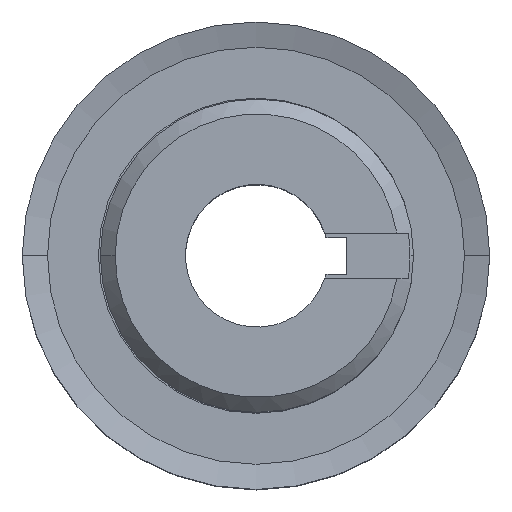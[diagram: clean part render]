
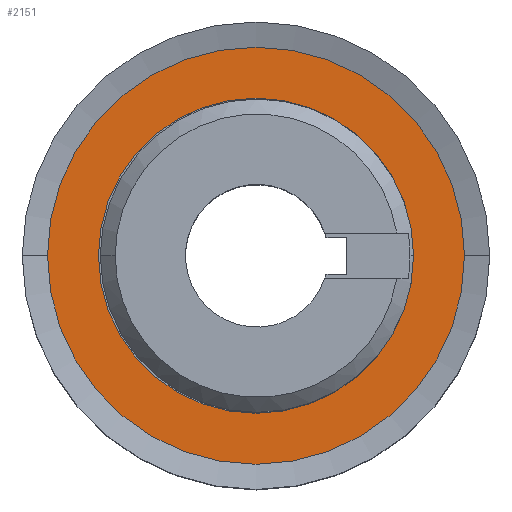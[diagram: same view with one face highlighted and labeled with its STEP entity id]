
A CAD part, top view. The second image highlights one B-rep face of the part: STEP entity #2151.
In plain terms, the highlighted planar face has unit normal (0, 0, 1).
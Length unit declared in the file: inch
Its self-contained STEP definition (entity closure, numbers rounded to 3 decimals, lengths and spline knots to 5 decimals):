
#8 = CARTESIAN_POINT ( 'NONE',  ( -0.34949, 0., 0.32062 ) ) ;
#105 = EDGE_CURVE ( 'NONE', #1937, #2375, #3072, .T. ) ;
#192 = EDGE_LOOP ( 'NONE', ( #2704, #2762 ) ) ;
#195 = AXIS2_PLACEMENT_3D ( 'NONE', #2531, #3821, #3843 ) ;
#257 = CIRCLE ( 'NONE', #2967, 0.34748 ) ;
#299 = CARTESIAN_POINT ( 'NONE',  ( -0.00201, 0., 0.32062 ) ) ;
#380 = CARTESIAN_POINT ( 'NONE',  ( -0.00201, 0., 0.32062 ) ) ;
#507 = DIRECTION ( 'NONE',  ( 0., 0., -1. ) ) ;
#726 = CARTESIAN_POINT ( 'NONE',  ( -0.00201, 0., 0.32062 ) ) ;
#808 = VERTEX_POINT ( 'NONE', #8 ) ;
#839 = EDGE_CURVE ( 'NONE', #2375, #1937, #2036, .T. ) ;
#970 = AXIS2_PLACEMENT_3D ( 'NONE', #726, #507, #2017 ) ;
#1016 = DIRECTION ( 'NONE',  ( -1., 0., 0. ) ) ;
#1090 = ORIENTED_EDGE ( 'NONE', *, *, #2102, .T. ) ;
#1256 = AXIS2_PLACEMENT_3D ( 'NONE', #380, #3548, #1016 ) ;
#1457 = ORIENTED_EDGE ( 'NONE', *, *, #3023, .T. ) ;
#1564 = FACE_OUTER_BOUND ( 'NONE', #192, .T. ) ;
#1608 = DIRECTION ( 'NONE',  ( -1., 0., 0. ) ) ;
#1850 = EDGE_LOOP ( 'NONE', ( #1457, #1090 ) ) ;
#1908 = DIRECTION ( 'NONE',  ( -1., 0., 0. ) ) ;
#1937 = VERTEX_POINT ( 'NONE', #2767 ) ;
#2017 = DIRECTION ( 'NONE',  ( -1., 0., 0. ) ) ;
#2036 = CIRCLE ( 'NONE', #195, 0.45987 ) ;
#2102 = EDGE_CURVE ( 'NONE', #3724, #808, #257, .T. ) ;
#2151 = ADVANCED_FACE ( 'NONE', ( #1564, #2859 ), #3241, .F. ) ;
#2375 = VERTEX_POINT ( 'NONE', #3633 ) ;
#2531 = CARTESIAN_POINT ( 'NONE',  ( -0.00201, 0., 0.32062 ) ) ;
#2704 = ORIENTED_EDGE ( 'NONE', *, *, #839, .F. ) ;
#2762 = ORIENTED_EDGE ( 'NONE', *, *, #105, .F. ) ;
#2767 = CARTESIAN_POINT ( 'NONE',  ( -0.46188, 0., 0.32062 ) ) ;
#2784 = CIRCLE ( 'NONE', #970, 0.34748 ) ;
#2859 = FACE_BOUND ( 'NONE', #1850, .T. ) ;
#2921 = DIRECTION ( 'NONE',  ( 0., 0., -1. ) ) ;
#2967 = AXIS2_PLACEMENT_3D ( 'NONE', #299, #3879, #1608 ) ;
#3023 = EDGE_CURVE ( 'NONE', #808, #3724, #2784, .T. ) ;
#3072 = CIRCLE ( 'NONE', #1256, 0.45987 ) ;
#3241 = PLANE ( 'NONE',  #3702 ) ;
#3285 = CARTESIAN_POINT ( 'NONE',  ( 0.34546, 0., 0.32062 ) ) ;
#3548 = DIRECTION ( 'NONE',  ( 0., 0., -1. ) ) ;
#3633 = CARTESIAN_POINT ( 'NONE',  ( 0.45786, 0., 0.32062 ) ) ;
#3702 = AXIS2_PLACEMENT_3D ( 'NONE', #4146, #2921, #1908 ) ;
#3724 = VERTEX_POINT ( 'NONE', #3285 ) ;
#3821 = DIRECTION ( 'NONE',  ( 0., 0., -1. ) ) ;
#3843 = DIRECTION ( 'NONE',  ( -1., 0., 0. ) ) ;
#3879 = DIRECTION ( 'NONE',  ( 0., 0., -1. ) ) ;
#4146 = CARTESIAN_POINT ( 'NONE',  ( 0.45786, 0., 0.32062 ) ) ;
